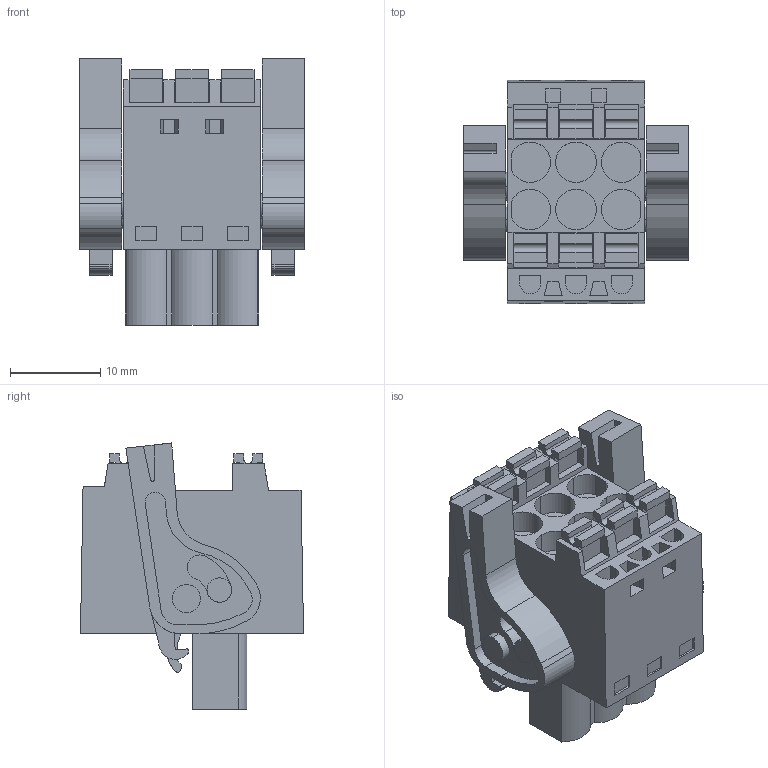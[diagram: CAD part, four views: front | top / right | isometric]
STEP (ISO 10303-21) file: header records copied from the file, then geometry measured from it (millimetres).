
FILE_DESCRIPTION(('CATIA V5 STEP Exchange','CAx-IF Rec.Pracs.--- Model Styling and Organization---1.2---2011-12-15'),'2;1');
FILE_NAME ('D1446231_0_1001020000_1001020000.stp','2017-09-09T12:33:39+00:00',('none'),('Weidmueller'),'CATIA Version 5-6 Release 2014','CATIA V5 STEP AP214','none');
FILE_SCHEMA(('AUTOMOTIVE_DESIGN { 1 0 10303 214 1 1 1 1 }'));
Length unit declared in the file: millimetre
Products named in the file (1): 1001020000
Bounding box: 24.94 x 24.75 x 29.52 mm (x, y, z)
Volume: 7588.3 mm3; surface area: 5289.3 mm2
Topology: 9 solids, 9 shells, 459 faces, 1232 edges, 826 vertices
Faces by surface type: plane 345, cylinder 104, extrusion 10
Entity records: 13373 total; most frequent: CARTESIAN_POINT 2542, ORIENTED_EDGE 2464, DIRECTION 1759, EDGE_CURVE 1232, VECTOR 997, LINE 987, VERTEX_POINT 826, EDGE_LOOP 510
